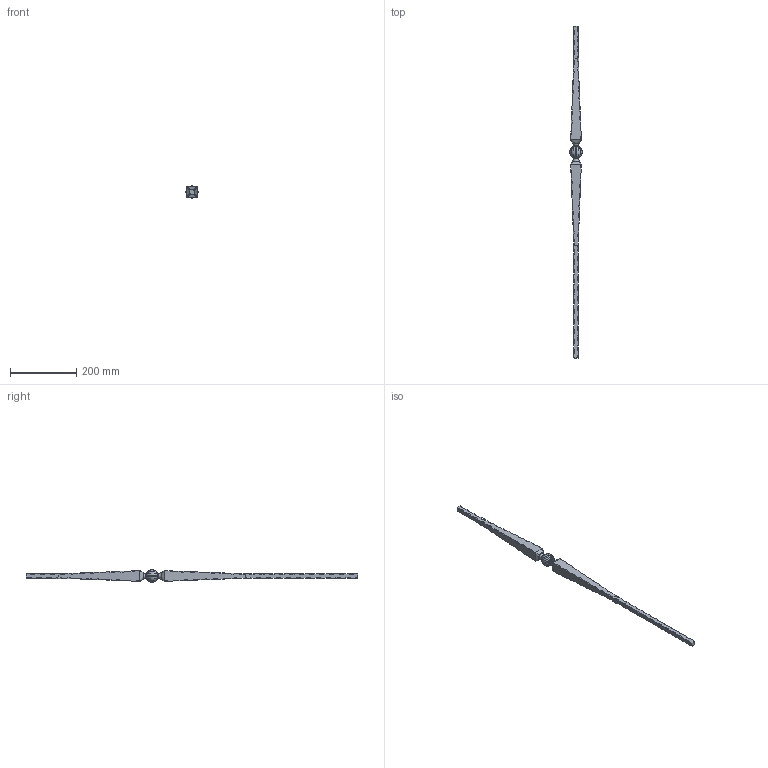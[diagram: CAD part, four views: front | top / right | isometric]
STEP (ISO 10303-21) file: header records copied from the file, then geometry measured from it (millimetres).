
FILE_DESCRIPTION (( 'STEP AP203' ), '1' );
FILE_NAME ('1268.STEP', '2023-06-23T08:42:31', ( '' ), ( '' ), 'SwSTEP 2.0', 'SolidWorks 2018', '' );
FILE_SCHEMA (( 'CONFIG_CONTROL_DESIGN' ));
Length unit declared in the file: millimetre
Products named in the file (1): 1268
Bounding box: 37.49 x 1000 x 37.46 mm (x, y, z)
Volume: 375677.9 mm3; surface area: 73476.9 mm2
Topology: 1 solids, 1 shells, 439 faces, 1436 edges, 778 vertices
Faces by surface type: bspline 180, torus 130, plane 108, cylinder 21
Entity records: 22494 total; most frequent: CARTESIAN_POINT 12572, ORIENTED_EDGE 2388, DIRECTION 1541, EDGE_CURVE 1194, VERTEX_POINT 778, AXIS2_PLACEMENT_3D 523, VECTOR 495, LINE 495
